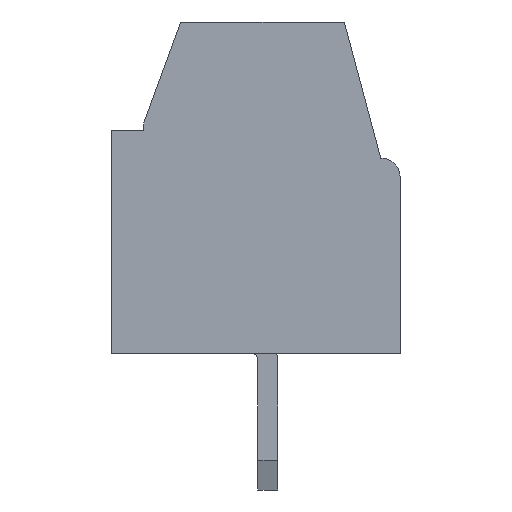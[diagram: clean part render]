
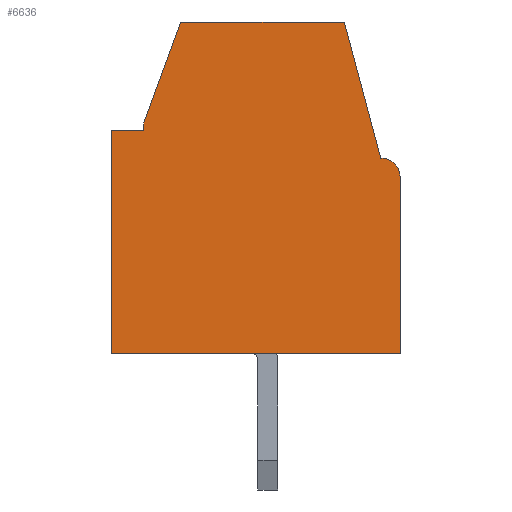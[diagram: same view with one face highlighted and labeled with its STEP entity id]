
A CAD part, left-side view. The second image highlights one B-rep face of the part: STEP entity #6636.
In plain terms, the highlighted planar face has unit normal (-1, 0, 0).
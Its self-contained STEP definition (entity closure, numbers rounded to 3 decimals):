
#285=CIRCLE('',#7135,0.495);
#595=FACE_OUTER_BOUND('',#955,.T.);
#955=EDGE_LOOP('',(#5582,#5583,#5584,#5585,#5586,#5587,#5588,#5589,#5590));
#1269=LINE('',#9839,#2038);
#1555=LINE('',#10474,#2324);
#1558=LINE('',#10479,#2327);
#1635=LINE('',#10634,#2404);
#1639=LINE('',#10641,#2408);
#1647=LINE('',#10678,#2416);
#1648=LINE('',#10680,#2417);
#1649=LINE('',#10681,#2418);
#2038=VECTOR('',#7870,1000.);
#2324=VECTOR('',#8448,1000.);
#2327=VECTOR('',#8453,10.);
#2404=VECTOR('',#8582,1000.);
#2408=VECTOR('',#8590,1000.);
#2416=VECTOR('',#8638,1000.);
#2417=VECTOR('',#8639,1000.);
#2418=VECTOR('',#8640,1000.);
#2798=VERTEX_POINT('',#9836);
#2799=VERTEX_POINT('',#9838);
#3001=VERTEX_POINT('',#10471);
#3002=VERTEX_POINT('',#10473);
#3003=VERTEX_POINT('',#10477);
#3055=VERTEX_POINT('',#10632);
#3056=VERTEX_POINT('',#10640);
#3065=VERTEX_POINT('',#10677);
#3066=VERTEX_POINT('',#10679);
#3517=EDGE_CURVE('',#2798,#2799,#1269,.T.);
#3843=EDGE_CURVE('',#3002,#3001,#1555,.T.);
#3846=EDGE_CURVE('',#3003,#2798,#1558,.T.);
#3927=EDGE_CURVE('',#3003,#3055,#1635,.T.);
#3931=EDGE_CURVE('',#3056,#2799,#1639,.T.);
#3948=EDGE_CURVE('',#3055,#3002,#285,.T.);
#3949=EDGE_CURVE('',#3001,#3065,#1647,.T.);
#3950=EDGE_CURVE('',#3065,#3066,#1648,.T.);
#3951=EDGE_CURVE('',#3066,#3056,#1649,.T.);
#5582=ORIENTED_EDGE('',*,*,#3846,.F.);
#5583=ORIENTED_EDGE('',*,*,#3927,.T.);
#5584=ORIENTED_EDGE('',*,*,#3948,.T.);
#5585=ORIENTED_EDGE('',*,*,#3843,.T.);
#5586=ORIENTED_EDGE('',*,*,#3949,.T.);
#5587=ORIENTED_EDGE('',*,*,#3950,.T.);
#5588=ORIENTED_EDGE('',*,*,#3951,.T.);
#5589=ORIENTED_EDGE('',*,*,#3931,.T.);
#5590=ORIENTED_EDGE('',*,*,#3517,.F.);
#6317=PLANE('',#7134);
#6636=ADVANCED_FACE('',(#595),#6317,.F.);
#7134=AXIS2_PLACEMENT_3D('',#10675,#8634,#8635);
#7135=AXIS2_PLACEMENT_3D('',#10676,#8636,#8637);
#7870=DIRECTION('',(0.,0.,1.));
#8448=DIRECTION('',(0.,0.259,0.966));
#8453=DIRECTION('',(0.,1.,0.));
#8582=DIRECTION('',(0.,0.,1.));
#8590=DIRECTION('',(0.,1.,0.));
#8634=DIRECTION('center_axis',(1.,0.,0.));
#8635=DIRECTION('ref_axis',(0.,1.,0.));
#8636=DIRECTION('center_axis',(-1.,0.,0.));
#8637=DIRECTION('ref_axis',(0.,1.,0.));
#8638=DIRECTION('',(0.,1.,0.));
#8639=DIRECTION('',(0.,0.342,-0.94));
#8640=DIRECTION('',(0.,0.,-1.));
#9836=CARTESIAN_POINT('',(-8.072,-2.683,0.559));
#9838=CARTESIAN_POINT('',(-8.072,-2.683,6.274));
#9839=CARTESIAN_POINT('',(-8.072,-2.683,0.559));
#10471=CARTESIAN_POINT('',(-8.072,-8.653,9.068));
#10473=CARTESIAN_POINT('',(-8.072,-9.589,5.575));
#10474=CARTESIAN_POINT('',(-8.072,-8.653,9.068));
#10477=CARTESIAN_POINT('',(-8.072,-10.084,0.559));
#10479=CARTESIAN_POINT('',(-8.072,-2.692,0.559));
#10632=CARTESIAN_POINT('',(-8.072,-10.084,5.08));
#10634=CARTESIAN_POINT('',(-8.072,-10.084,5.08));
#10640=CARTESIAN_POINT('',(-8.072,-3.505,6.274));
#10641=CARTESIAN_POINT('',(-8.072,-2.692,6.274));
#10675=CARTESIAN_POINT('Origin',(-8.072,-9.589,5.08));
#10676=CARTESIAN_POINT('Origin',(-8.072,-9.589,5.08));
#10677=CARTESIAN_POINT('',(-8.072,-4.448,9.068));
#10678=CARTESIAN_POINT('',(-8.072,-4.448,9.068));
#10679=CARTESIAN_POINT('',(-8.072,-3.505,6.477));
#10680=CARTESIAN_POINT('',(-8.072,-3.505,6.477));
#10681=CARTESIAN_POINT('',(-8.072,-3.505,6.274));
